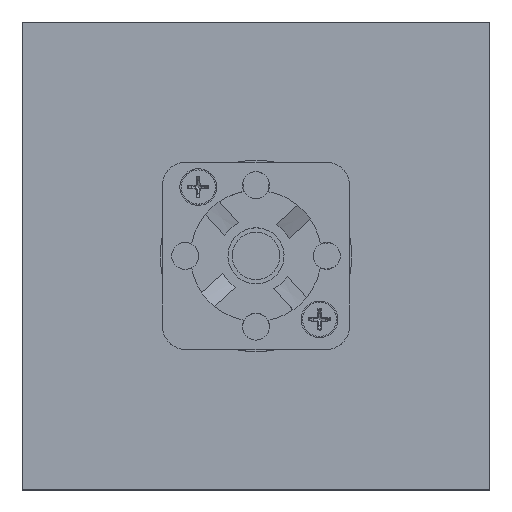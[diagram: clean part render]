
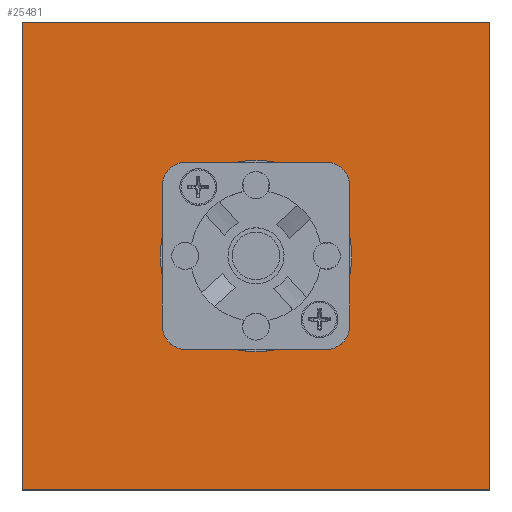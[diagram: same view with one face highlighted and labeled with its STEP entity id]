
A CAD part, top view. The second image highlights one B-rep face of the part: STEP entity #25481.
In plain terms, the highlighted planar face has unit normal (0, 0, 1).
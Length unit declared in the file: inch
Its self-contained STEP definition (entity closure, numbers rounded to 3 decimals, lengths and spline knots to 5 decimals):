
#25320=CARTESIAN_POINT('',(4.17334,-2.71107,0.07874));
#25321=VERTEX_POINT('',#25320);
#25322=CARTESIAN_POINT('',(3.58279,-2.71107,0.07874));
#25323=DIRECTION('',(0.0,0.0,-1.0));
#25324=DIRECTION('',(-1.0,0.0,0.0));
#25325=AXIS2_PLACEMENT_3D('',#25322,#25323,#25324);
#25326=CIRCLE('',#25325,0.59055);
#25327=EDGE_CURVE('',#25321,#25321,#25326,.T.);
#25348=CARTESIAN_POINT('',(5.55129,-0.74256,0.07874));
#25349=VERTEX_POINT('',#25348);
#25350=CARTESIAN_POINT('',(5.55129,-4.67957,0.07874));
#25351=VERTEX_POINT('',#25350);
#25352=CARTESIAN_POINT('',(5.55129,-0.74256,0.07874));
#25353=DIRECTION('',(0.0,-1.0,0.0));
#25354=VECTOR('',#25353,3.93701);
#25355=LINE('',#25352,#25354);
#25356=EDGE_CURVE('',#25349,#25351,#25355,.T.);
#25388=CARTESIAN_POINT('',(1.61429,-4.67957,0.07874));
#25389=VERTEX_POINT('',#25388);
#25390=CARTESIAN_POINT('',(5.55129,-4.67957,0.07874));
#25391=DIRECTION('',(-1.0,0.0,0.0));
#25392=VECTOR('',#25391,3.93701);
#25393=LINE('',#25390,#25392);
#25394=EDGE_CURVE('',#25351,#25389,#25393,.T.);
#25419=CARTESIAN_POINT('',(1.61429,-0.74256,0.07874));
#25420=VERTEX_POINT('',#25419);
#25421=CARTESIAN_POINT('',(1.61429,-4.67957,0.07874));
#25422=DIRECTION('',(0.0,1.0,0.0));
#25423=VECTOR('',#25422,3.93701);
#25424=LINE('',#25421,#25423);
#25425=EDGE_CURVE('',#25389,#25420,#25424,.T.);
#25450=CARTESIAN_POINT('',(1.61429,-0.74256,0.07874));
#25451=DIRECTION('',(1.0,0.0,0.0));
#25452=VECTOR('',#25451,3.93701);
#25453=LINE('',#25450,#25452);
#25454=EDGE_CURVE('',#25420,#25349,#25453,.T.);
#25467=CARTESIAN_POINT('',(3.58279,-2.71107,0.07874));
#25468=DIRECTION('',(0.0,0.0,1.0));
#25469=DIRECTION('',(1.0,0.0,0.0));
#25470=AXIS2_PLACEMENT_3D('',#25467,#25468,#25469);
#25471=PLANE('',#25470);
#25472=ORIENTED_EDGE('',*,*,#25356,.F.);
#25473=ORIENTED_EDGE('',*,*,#25454,.F.);
#25474=ORIENTED_EDGE('',*,*,#25425,.F.);
#25475=ORIENTED_EDGE('',*,*,#25394,.F.);
#25476=EDGE_LOOP('',(#25472,#25473,#25474,#25475));
#25477=FACE_OUTER_BOUND('',#25476,.T.);
#25478=ORIENTED_EDGE('',*,*,#25327,.T.);
#25479=EDGE_LOOP('',(#25478));
#25480=FACE_BOUND('',#25479,.T.);
#25481=ADVANCED_FACE('',(#25477,#25480),#25471,.T.);
